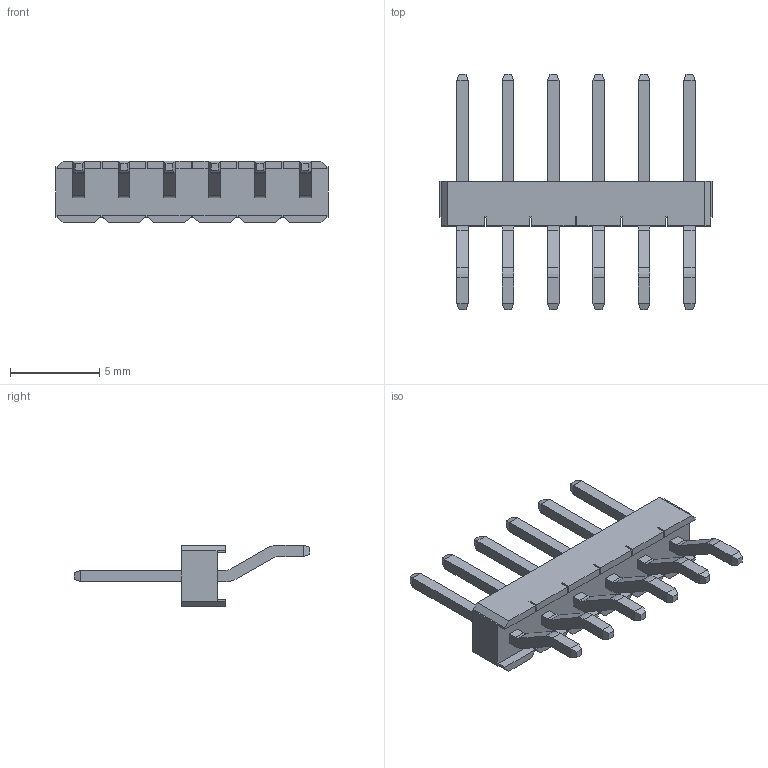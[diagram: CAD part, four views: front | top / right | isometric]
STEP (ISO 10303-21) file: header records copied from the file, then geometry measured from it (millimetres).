
FILE_DESCRIPTION(/* description */ (''),/* implementation_level */ '2;1');
FILE_NAME(/* name */ 'PinHeader_1x08_P2.54mm_Vertical_SMD.step',/* time_stamp */ '2023-05-23T00:52:13+02:00',/* author */ (''),/* organization */ (''),/* preprocessor_version */ 'ST-DEVELOPER v19.2',/* originating_system */ 'Autodesk Translation Framework v12.4.0.73',/* authorisation */ '');
FILE_SCHEMA (('AUTOMOTIVE_DESIGN { 1 0 10303 214 3 1 1 }'));
Length unit declared in the file: millimetre
Products named in the file (1): (Unsaved)
Bounding box: 15.24 x 13.2 x 3.46 mm (x, y, z)
Volume: 137.1 mm3; surface area: 446.5 mm2
Topology: 7 solids, 7 shells, 238 faces, 620 edges, 396 vertices
Faces by surface type: plane 214, cylinder 24
Entity records: 7181 total; most frequent: CARTESIAN_POINT 1255, ORIENTED_EDGE 1240, DIRECTION 1146, EDGE_CURVE 620, LINE 572, VECTOR 572, VERTEX_POINT 396, AXIS2_PLACEMENT_3D 287
